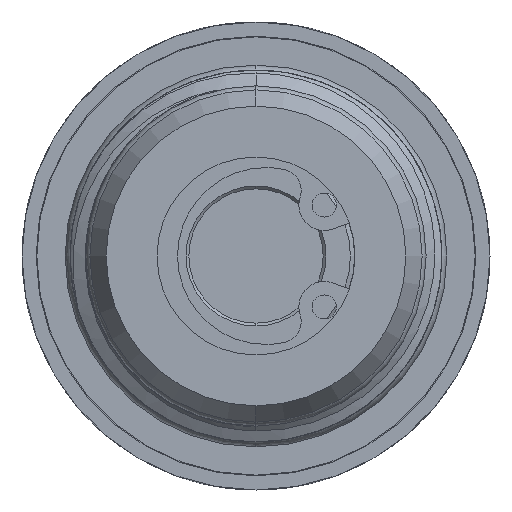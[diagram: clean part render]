
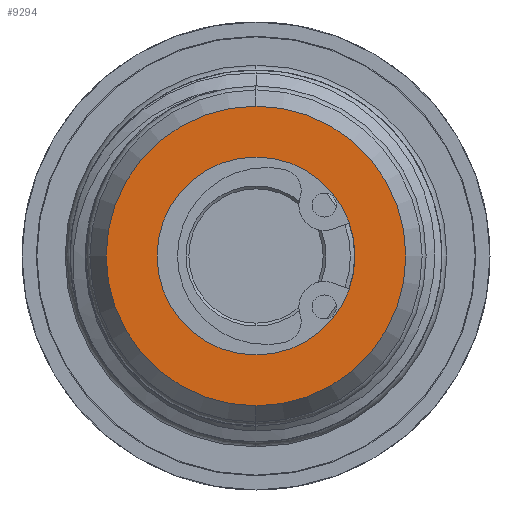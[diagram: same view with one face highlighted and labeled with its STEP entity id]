
A CAD part, left-side view. The second image highlights one B-rep face of the part: STEP entity #9294.
In plain terms, the highlighted planar face has unit normal (-1, 0, 0).
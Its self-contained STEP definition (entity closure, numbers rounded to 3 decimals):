
#2248 = CIRCLE ( 'NONE', #16323, 10.595 ) ;
#2295 = CIRCLE ( 'NONE', #16335, 7. ) ;
#2792 = CARTESIAN_POINT ( 'NONE',  ( -20.5, 0., -10.595 ) ) ;
#3013 = CARTESIAN_POINT ( 'NONE',  ( -20.5, 0., 10.595 ) ) ;
#3057 = CARTESIAN_POINT ( 'NONE',  ( -20.5, 0., -7. ) ) ;
#3630 = DIRECTION ( 'NONE',  ( 0., 0., 1. ) ) ;
#3631 = DIRECTION ( 'NONE',  ( -1., 0., 0. ) ) ;
#3632 = CARTESIAN_POINT ( 'NONE',  ( -20.5, 0., 0. ) ) ;
#3635 = DIRECTION ( 'NONE',  ( 0., 0., 1. ) ) ;
#3636 = DIRECTION ( 'NONE',  ( -1., 0., 0. ) ) ;
#3637 = CARTESIAN_POINT ( 'NONE',  ( -20.5, 0., 0. ) ) ;
#6284 = CIRCLE ( 'NONE', #16447, 10.595 ) ;
#6285 = CIRCLE ( 'NONE', #16448, 7. ) ;
#8655 = DIRECTION ( 'NONE',  ( 0., 0., -1. ) ) ;
#8656 = DIRECTION ( 'NONE',  ( 1., 0., 0. ) ) ;
#8658 = PLANE ( 'NONE',  #17290 ) ;
#8661 = CARTESIAN_POINT ( 'NONE',  ( -20.5, 0., 0. ) ) ;
#9294 = ADVANCED_FACE ( 'NONE', ( #15453, #15449 ), #8658, .F. ) ;
#12137 = ORIENTED_EDGE ( 'NONE', *, *, #19003, .F. ) ;
#12138 = ORIENTED_EDGE ( 'NONE', *, *, #16870, .F. ) ;
#12139 = ORIENTED_EDGE ( 'NONE', *, *, #19025, .T. ) ;
#12140 = ORIENTED_EDGE ( 'NONE', *, *, #16871, .T. ) ;
#13054 = VERTEX_POINT ( 'NONE', #22574 ) ;
#15449 = FACE_BOUND ( 'NONE', #19592, .T. ) ;
#15453 = FACE_OUTER_BOUND ( 'NONE', #19608, .T. ) ;
#16323 = AXIS2_PLACEMENT_3D ( 'NONE', #22929, #22928, #22927 ) ;
#16335 = AXIS2_PLACEMENT_3D ( 'NONE', #23008, #23007, #23006 ) ;
#16447 = AXIS2_PLACEMENT_3D ( 'NONE', #3632, #3631, #3630 ) ;
#16448 = AXIS2_PLACEMENT_3D ( 'NONE', #3637, #3636, #3635 ) ;
#16870 = EDGE_CURVE ( 'NONE', #13054, #19175, #6285, .T. ) ;
#16871 = EDGE_CURVE ( 'NONE', #19437, #19218, #6284, .T. ) ;
#17290 = AXIS2_PLACEMENT_3D ( 'NONE', #8661, #8656, #8655 ) ;
#19003 = EDGE_CURVE ( 'NONE', #19175, #13054, #2295, .T. ) ;
#19025 = EDGE_CURVE ( 'NONE', #19218, #19437, #2248, .T. ) ;
#19175 = VERTEX_POINT ( 'NONE', #3057 ) ;
#19218 = VERTEX_POINT ( 'NONE', #3013 ) ;
#19437 = VERTEX_POINT ( 'NONE', #2792 ) ;
#19592 = EDGE_LOOP ( 'NONE', ( #12138, #12137 ) ) ;
#19608 = EDGE_LOOP ( 'NONE', ( #12140, #12139 ) ) ;
#22574 = CARTESIAN_POINT ( 'NONE',  ( -20.5, 0., 7. ) ) ;
#22927 = DIRECTION ( 'NONE',  ( 0., 0., 1. ) ) ;
#22928 = DIRECTION ( 'NONE',  ( -1., 0., 0. ) ) ;
#22929 = CARTESIAN_POINT ( 'NONE',  ( -20.5, 0., 0. ) ) ;
#23006 = DIRECTION ( 'NONE',  ( 0., 0., 1. ) ) ;
#23007 = DIRECTION ( 'NONE',  ( -1., 0., 0. ) ) ;
#23008 = CARTESIAN_POINT ( 'NONE',  ( -20.5, 0., 0. ) ) ;
